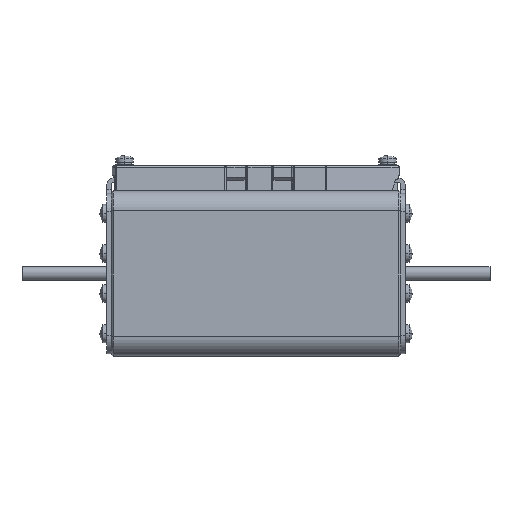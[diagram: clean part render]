
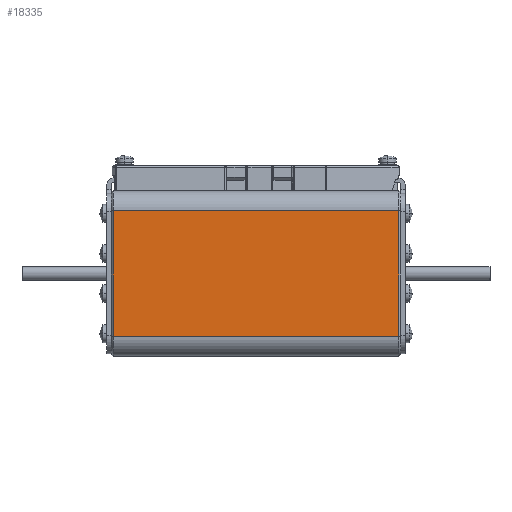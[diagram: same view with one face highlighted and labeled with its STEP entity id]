
A CAD part, left-side view. The second image highlights one B-rep face of the part: STEP entity #18335.
In plain terms, the highlighted planar face has unit normal (-1, 0, 0).
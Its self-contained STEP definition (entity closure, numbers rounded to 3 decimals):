
#130 = EDGE_CURVE ( 'NONE', #15328, #4800, #30779, .T. ) ;
#2807 = CARTESIAN_POINT ( 'NONE',  ( -37.25, -65., -37.25 ) ) ;
#3693 = VECTOR ( 'NONE', #7340, 1000. ) ;
#4530 = ORIENTED_EDGE ( 'NONE', *, *, #15185, .T. ) ;
#4583 = CARTESIAN_POINT ( 'NONE',  ( -37.25, -65., 28.25 ) ) ;
#4681 = EDGE_CURVE ( 'NONE', #15328, #6237, #5614, .T. ) ;
#4800 = VERTEX_POINT ( 'NONE', #15024 ) ;
#5171 = VECTOR ( 'NONE', #20187, 1000. ) ;
#5614 = LINE ( 'NONE', #16925, #23991 ) ;
#6237 = VERTEX_POINT ( 'NONE', #20940 ) ;
#6461 = DIRECTION ( 'NONE',  ( 0., 1., 0. ) ) ;
#7340 = DIRECTION ( 'NONE',  ( 0., 0., 1. ) ) ;
#7549 = ORIENTED_EDGE ( 'NONE', *, *, #23711, .T. ) ;
#9457 = AXIS2_PLACEMENT_3D ( 'NONE', #2807, #26639, #18791 ) ;
#10161 = DIRECTION ( 'NONE',  ( 0., 0., -1. ) ) ;
#11599 = CARTESIAN_POINT ( 'NONE',  ( -37.25, 64., -37.25 ) ) ;
#14889 = LINE ( 'NONE', #4583, #5171 ) ;
#15024 = CARTESIAN_POINT ( 'NONE',  ( -37.25, -64., 28.25 ) ) ;
#15185 = EDGE_CURVE ( 'NONE', #4800, #16944, #14889, .T. ) ;
#15328 = VERTEX_POINT ( 'NONE', #17977 ) ;
#16190 = PLANE ( 'NONE',  #9457 ) ;
#16925 = CARTESIAN_POINT ( 'NONE',  ( -37.25, -65., -28.25 ) ) ;
#16944 = VERTEX_POINT ( 'NONE', #25409 ) ;
#17797 = EDGE_LOOP ( 'NONE', ( #26895, #31301, #4530, #7549 ) ) ;
#17977 = CARTESIAN_POINT ( 'NONE',  ( -37.25, -64., -28.25 ) ) ;
#18335 = ADVANCED_FACE ( 'NONE', ( #33471 ), #16190, .T. ) ;
#18791 = DIRECTION ( 'NONE',  ( 0., 0., 1. ) ) ;
#20097 = LINE ( 'NONE', #11599, #24588 ) ;
#20187 = DIRECTION ( 'NONE',  ( 0., 1., 0. ) ) ;
#20940 = CARTESIAN_POINT ( 'NONE',  ( -37.25, 64., -28.25 ) ) ;
#23711 = EDGE_CURVE ( 'NONE', #16944, #6237, #20097, .T. ) ;
#23991 = VECTOR ( 'NONE', #6461, 1000. ) ;
#24588 = VECTOR ( 'NONE', #10161, 1000. ) ;
#25409 = CARTESIAN_POINT ( 'NONE',  ( -37.25, 64., 28.25 ) ) ;
#26639 = DIRECTION ( 'NONE',  ( -1., 0., 0. ) ) ;
#26895 = ORIENTED_EDGE ( 'NONE', *, *, #4681, .F. ) ;
#27898 = CARTESIAN_POINT ( 'NONE',  ( -37.25, -64., 28.25 ) ) ;
#30779 = LINE ( 'NONE', #27898, #3693 ) ;
#31301 = ORIENTED_EDGE ( 'NONE', *, *, #130, .T. ) ;
#33471 = FACE_OUTER_BOUND ( 'NONE', #17797, .T. ) ;
